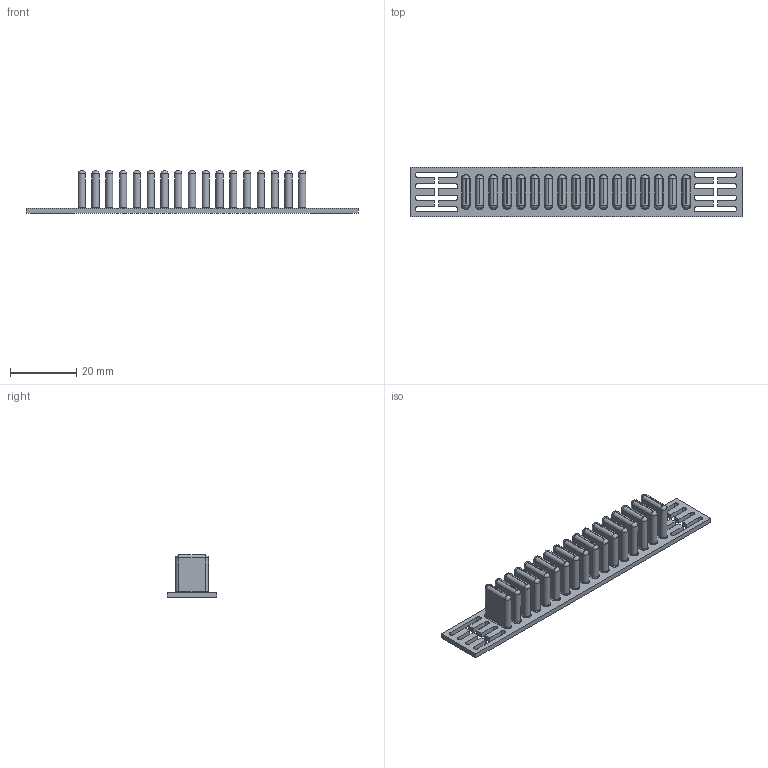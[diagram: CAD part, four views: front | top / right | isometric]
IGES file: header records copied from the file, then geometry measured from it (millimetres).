
Start section: SolidWorks IGES file using analytic representation for surfaces
Global section: file name: HE_SB_RB2.IGS; native system: SolidWorks 2020; preprocessor: SolidWorks 2020; author: ngoc-lan.lussan; date: 210520.173950; units: millimetre
Bounding box: 100 x 14.78 x 12.9 mm (x, y, z)
Surface area: 7459.2 mm2 (no closed solid volume)
Topology: 0 solids, 0 shells, 315 faces, 2604 edges, 2604 vertices
Faces by surface type: bspline 165, revolution 150
